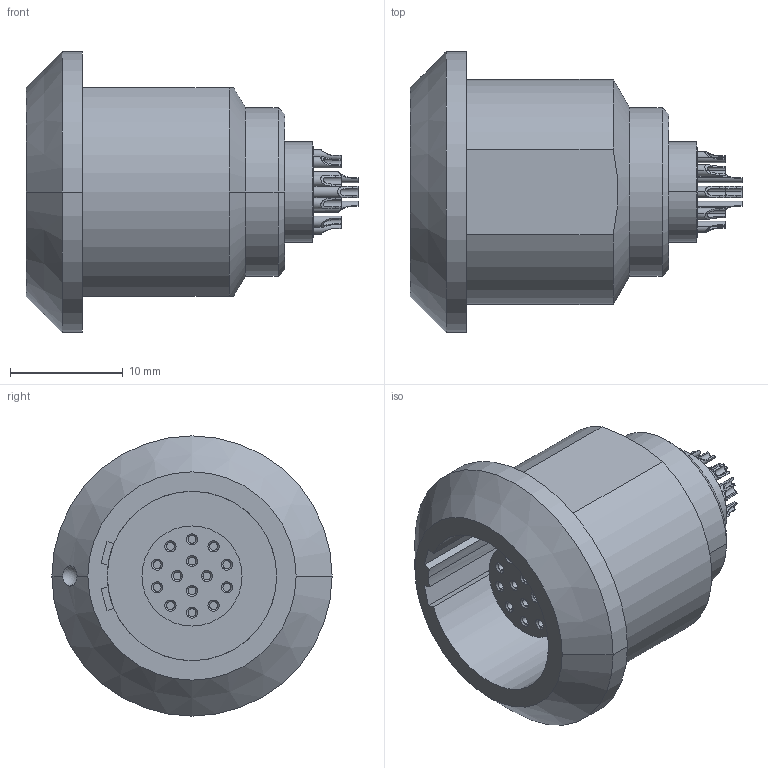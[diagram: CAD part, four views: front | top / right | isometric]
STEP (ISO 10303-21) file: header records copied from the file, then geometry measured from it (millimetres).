
FILE_DESCRIPTION((''),'2;1');
FILE_NAME('G12KAC-P14L','2013-01-31T',('rtrager'),(''),'PRO/ENGINEER BY PARAMETRIC TECHNOLOGY CORPORATION, 2010330','PRO/ENGINEER BY PARAMETRIC TECHNOLOGY CORPORATION, 2010330','');
FILE_SCHEMA(('CONFIG_CONTROL_DESIGN'));
Length unit declared in the file: millimetre
Products named in the file (1): G12KAC-P14L
Bounding box: 29.5 x 24.9 x 24.9 mm (x, y, z)
Volume: 4997 mm3; surface area: 3768.2 mm2
Topology: 1 solids, 1 shells, 256 faces, 631 edges, 408 vertices
Faces by surface type: cylinder 124, plane 70, cone 34, torus 14, bspline 13, sphere 1
Entity records: 9360 total; most frequent: CARTESIAN_POINT 3172, DIRECTION 1333, ORIENTED_EDGE 1258, EDGE_CURVE 629, AXIS2_PLACEMENT_3D 538, VERTEX_POINT 408, CIRCLE 295, EDGE_LOOP 289
